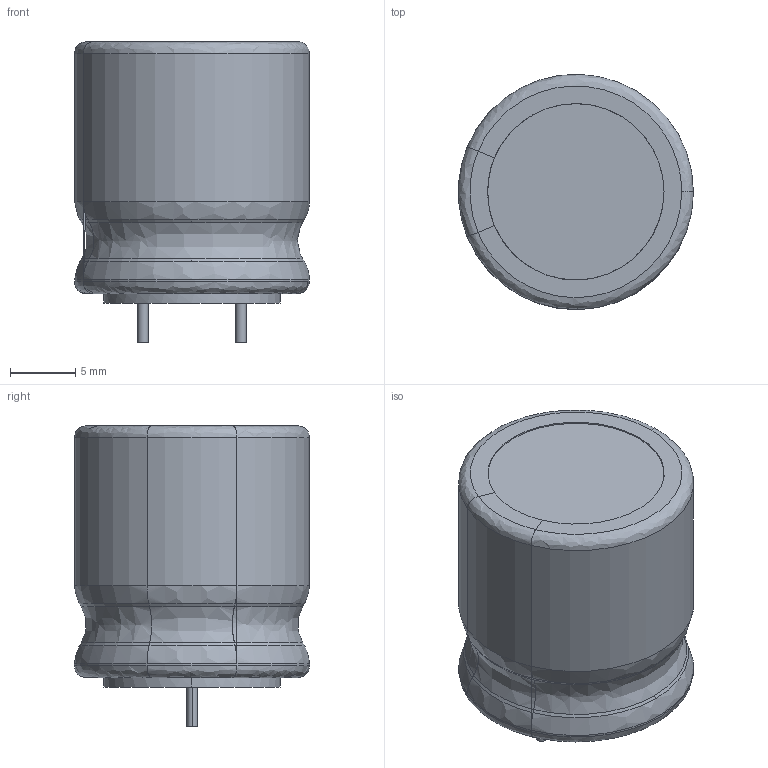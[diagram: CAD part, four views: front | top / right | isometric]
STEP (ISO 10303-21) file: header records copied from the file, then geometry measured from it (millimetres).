
FILE_DESCRIPTION (( 'STEP AP214' ), '1' );
FILE_NAME ('User Library-CapAluRadial_D180H200P75.STEP', '2020-11-13T15:33:21', ( '' ), ( '' ), 'SwSTEP 2.0', 'SolidWorks 2020', '' );
FILE_SCHEMA (( 'AUTOMOTIVE_DESIGN' ));
Length unit declared in the file: centimetre
Products named in the file (1): User Library-CapAluRadial_D180H200P75
Bounding box: 17.97 x 17.99 x 23 mm (x, y, z)
Volume: 4832 mm3; surface area: 1606.7 mm2
Topology: 1 solids, 1 shells, 47 faces, 128 edges, 85 vertices
Faces by surface type: bspline 15, cylinder 14, plane 10, cone 8
Entity records: 2069 total; most frequent: CARTESIAN_POINT 662, ORIENTED_EDGE 256, DIRECTION 219, EDGE_CURVE 128, AXIS2_PLACEMENT_3D 90, VERTEX_POINT 85, CIRCLE 57, EDGE_LOOP 49
